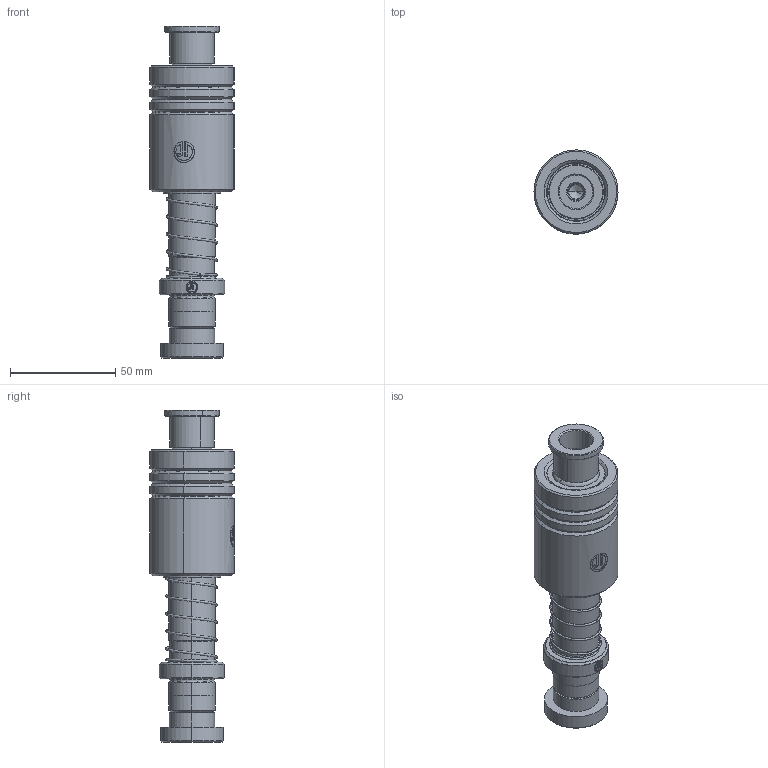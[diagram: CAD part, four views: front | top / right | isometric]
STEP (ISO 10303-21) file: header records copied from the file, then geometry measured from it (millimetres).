
FILE_DESCRIPTION (( 'STEP AP214' ), '1' );
FILE_NAME ('HKSH(HKJH)-D22-L110(BL-60).STEP', '2024-10-21T01:43:43', ( '111' ), ( '21222' ), 'SwSTEP 2.0', 'SolidWorks 2020', '' );
FILE_SCHEMA (( 'AUTOMOTIVE_DESIGN' ));
Length unit declared in the file: millimetre
Products named in the file (9): BSH-27.5-22.5-L60; TRPK-D22-L110; HWP-D24.5-d22.5-L50; BALL-D3; TBB-D40-d28-L60; HKSH(HKJH)-D22-L110(BL-60); BSH-D27.5-22.5-L60郪蚾; DRPK蹟簽D22; GTK-D26-d21
Assembly tree (235 placements, depth 3):
  HKSH(HKJH)-D22-L110(BL-60)
    TRPK-D22-L110
    DRPK蹟簽D22
    GTK-D26-d21
    TBB-D40-d28-L60
    HWP-D24.5-d22.5-L50
    BSH-D27.5-22.5-L60郪蚾
      BSH-27.5-22.5-L60
      BALL-D3  x228
Bounding box: 39.99 x 40 x 158 mm (x, y, z)
Volume: 105419.7 mm3; surface area: 54113.7 mm2
Topology: 234 solids, 234 shells, 1110 faces, 4587 edges, 3034 vertices
Faces by surface type: sphere 912, cone 58, cylinder 56, plane 36, torus 26, bspline 22
Entity records: 46440 total; most frequent: CARTESIAN_POINT 28102, ORIENTED_EDGE 3684, DIRECTION 3240, EDGE_CURVE 1842, AXIS2_PLACEMENT_3D 1545, VERTEX_POINT 1198, EDGE_LOOP 1118, B_SPLINE_CURVE_WITH_KNOTS 1021
